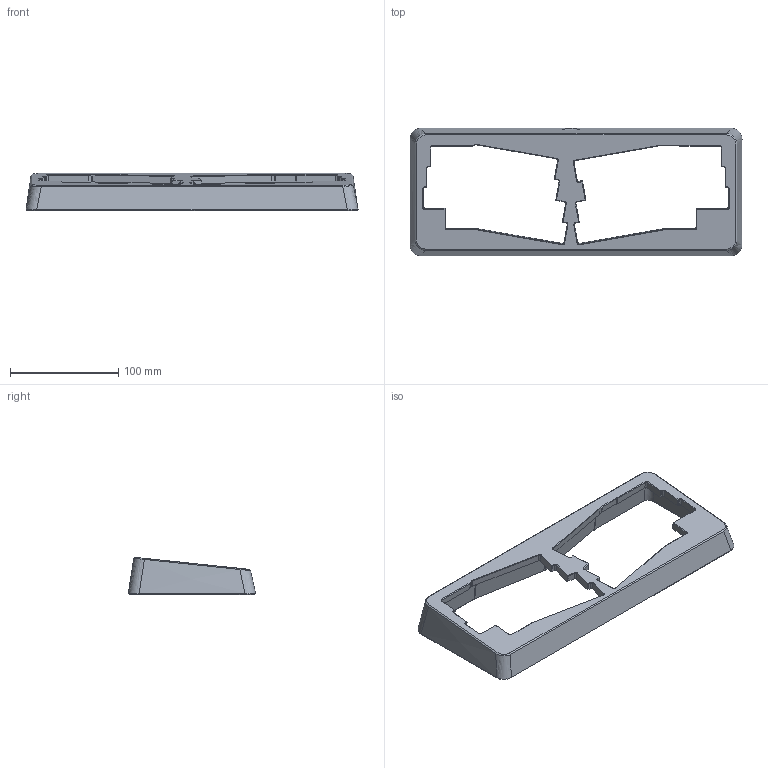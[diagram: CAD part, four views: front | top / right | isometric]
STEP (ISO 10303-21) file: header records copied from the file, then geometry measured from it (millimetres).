
FILE_DESCRIPTION(/* description */ ('Model of A case of The Yak40 keyboard'),/* implementation_level */ '2;1');
FILE_NAME(/* name */ 'case.step',/* time_stamp */ '2023-11-23T23:56:26',/* author */ ('',''),/* organization */ (''),/* preprocessor_version */ 'Open CASCADE STEP processor 7.5',/* originating_system */ 'python-cadquery',/* authorization */ '');
FILE_SCHEMA(('AUTOMOTIVE_DESIGN { 1 0 10303 214 1 1 1 1 }'));
Length unit declared in the file: millimetre
Products named in the file (1): A case of The Yak40 keyboard
Bounding box: 306.69 x 117.61 x 34.41 mm (x, y, z)
Volume: 220730.2 mm3; surface area: 75580.8 mm2
Topology: 1 solids, 1 shells, 253 faces, 651 edges, 402 vertices
Faces by surface type: plane 114, cylinder 73, cone 40, bspline 26
Entity records: 10579 total; most frequent: CARTESIAN_POINT 4520, ORIENTED_EDGE 1302, DIRECTION 1214, EDGE_CURVE 651, AXIS2_PLACEMENT_3D 411, VERTEX_POINT 402, LINE 392, VECTOR 392
